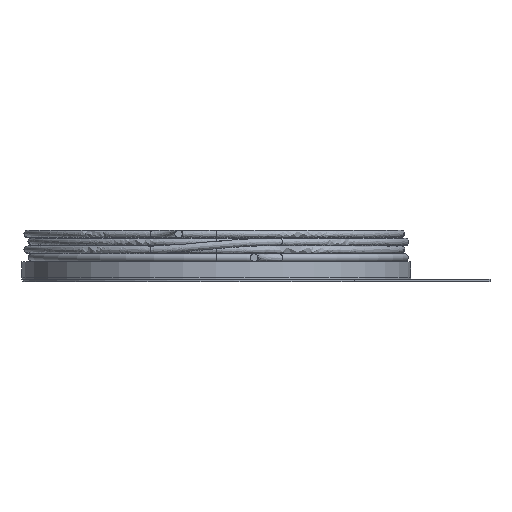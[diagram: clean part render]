
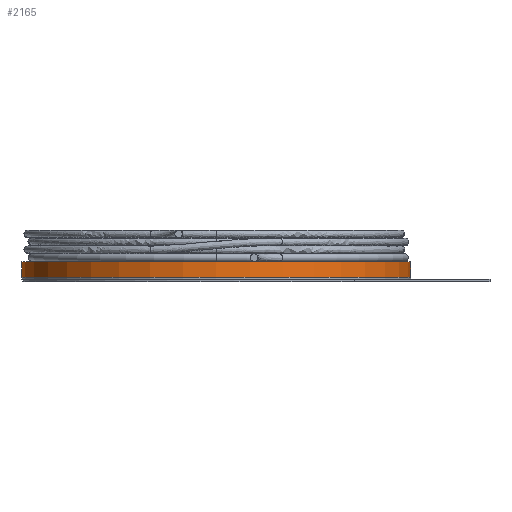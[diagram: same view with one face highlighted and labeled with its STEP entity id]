
A CAD part, front view. The second image highlights one B-rep face of the part: STEP entity #2165.
In plain terms, the highlighted cylindrical face has radius 5.15 mm (diameter 10.3 mm), a full revolution.
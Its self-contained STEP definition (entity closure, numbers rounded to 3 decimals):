
#111=CYLINDRICAL_SURFACE('',#2324,5.15);
#344=ORIENTED_EDGE('',*,*,#504,.F.);
#345=ORIENTED_EDGE('',*,*,#513,.T.);
#504=EDGE_CURVE('',#636,#636,#753,.T.);
#513=EDGE_CURVE('',#645,#645,#754,.T.);
#636=VERTEX_POINT('',#4865);
#645=VERTEX_POINT('',#4981);
#753=CIRCLE('',#2323,5.15);
#754=CIRCLE('',#2325,5.15);
#948=EDGE_LOOP('',(#344));
#949=EDGE_LOOP('',(#345));
#1169=FACE_BOUND('',#948,.T.);
#1170=FACE_BOUND('',#949,.T.);
#2165=ADVANCED_FACE('',(#1169,#1170),#111,.T.);
#2323=AXIS2_PLACEMENT_3D('',#4864,#2600,#2601);
#2324=AXIS2_PLACEMENT_3D('',#4979,#2602,#2603);
#2325=AXIS2_PLACEMENT_3D('',#4980,#2604,#2605);
#2600=DIRECTION('',(0.,0.,1.));
#2601=DIRECTION('',(1.,0.,0.));
#2602=DIRECTION('',(0.,0.,-1.));
#2603=DIRECTION('',(-1.,0.,0.));
#2604=DIRECTION('',(0.,0.,1.));
#2605=DIRECTION('',(1.,0.,0.));
#4864=CARTESIAN_POINT('',(0.,0.,0.408));
#4865=CARTESIAN_POINT('',(5.15,0.,0.408));
#4979=CARTESIAN_POINT('',(0.,0.,0.408));
#4980=CARTESIAN_POINT('',(0.,0.,0.));
#4981=CARTESIAN_POINT('',(5.15,0.,0.));
